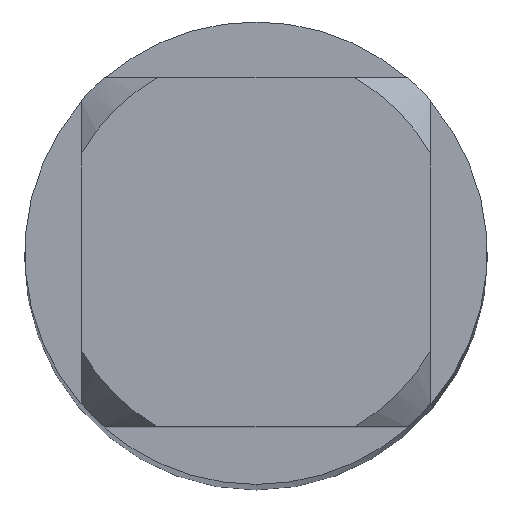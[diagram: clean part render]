
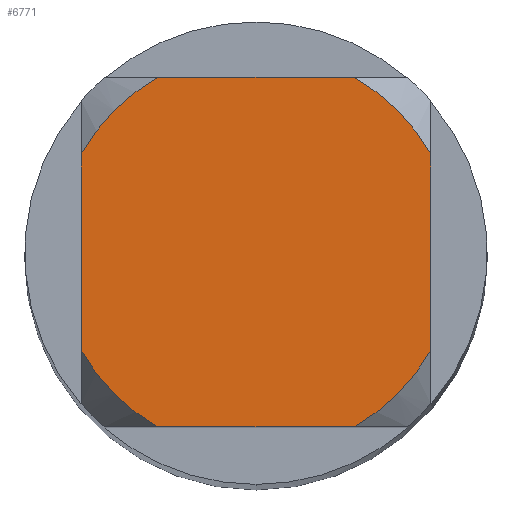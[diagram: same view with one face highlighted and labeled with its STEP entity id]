
A CAD part, top view. The second image highlights one B-rep face of the part: STEP entity #6771.
In plain terms, the highlighted planar face has unit normal (0, 0, 1).
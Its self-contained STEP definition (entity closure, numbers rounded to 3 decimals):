
#3851=EDGE_CURVE('',#8017,#7073,#11487,.T.);
#3859=EDGE_CURVE('',#4605,#6837,#11497,.T.);
#4287=VERTEX_POINT('',#11960);
#4605=VERTEX_POINT('',#12308);
#4641=EDGE_CURVE('',#4287,#7073,#12346,.T.);
#4981=EDGE_CURVE('',#4605,#11289,#12711,.T.);
#5071=EDGE_CURVE('',#4287,#10153,#12808,.T.);
#5515=EDGE_CURVE('',#10169,#6837,#13292,.T.);
#5693=EDGE_CURVE('',#8017,#11289,#13479,.T.);
#6771=ADVANCED_FACE('',(#14655),#14656,.T.);
#6837=VERTEX_POINT('',#14727);
#7073=VERTEX_POINT('',#14988);
#8017=VERTEX_POINT('',#15997);
#8159=EDGE_CURVE('',#10169,#10153,#16148,.T.);
#10153=VERTEX_POINT('',#18325);
#10169=VERTEX_POINT('',#18344);
#11289=VERTEX_POINT('',#19573);
#11487=CIRCLE('',#19783,1.95);
#11497=LINE('',#19796,#19797);
#11960=CARTESIAN_POINT('',(1.7,-0.955,0.0));
#12308=CARTESIAN_POINT('',(-1.7,0.955,0.0));
#12346=LINE('',#21198,#21199);
#12711=CIRCLE('',#21847,1.95);
#12808=CIRCLE('',#22009,1.95);
#13292=CIRCLE('',#22804,1.95);
#13479=LINE('',#23111,#23112);
#14655=FACE_OUTER_BOUND('',#25115,.T.);
#14656=PLANE('',#25116);
#14727=CARTESIAN_POINT('',(-1.7,-0.955,0.0));
#14988=CARTESIAN_POINT('',(1.7,0.955,0.0));
#15997=CARTESIAN_POINT('',(0.955,1.7,0.0));
#16148=LINE('',#27741,#27742);
#18325=CARTESIAN_POINT('',(0.955,-1.7,0.0));
#18344=CARTESIAN_POINT('',(-0.955,-1.7,0.0));
#19573=CARTESIAN_POINT('',(-0.955,1.7,0.0));
#19783=AXIS2_PLACEMENT_3D('',#34101,#34102,#34103);
#19796=CARTESIAN_POINT('',(-1.7,0.488,0.0));
#19797=VECTOR('',#34123,1.0);
#21198=CARTESIAN_POINT('',(1.7,0.488,0.0));
#21199=VECTOR('',#35025,1.0);
#21847=AXIS2_PLACEMENT_3D('',#35355,#35356,#35357);
#22009=AXIS2_PLACEMENT_3D('',#35452,#35453,#35454);
#22804=AXIS2_PLACEMENT_3D('',#35934,#35935,#35936);
#23111=CARTESIAN_POINT('',(0.0,1.7,0.0));
#23112=VECTOR('',#36087,1.0);
#25115=EDGE_LOOP('',(#37453,#37454,#37455,#37456,#37457,#37458,#37459,#37460));
#25116=AXIS2_PLACEMENT_3D('',#37461,#37462,#37463);
#27741=CARTESIAN_POINT('',(0.0,-1.7,0.0));
#27742=VECTOR('',#39012,1.0);
#34101=CARTESIAN_POINT('',(0.0,0.0,0.0));
#34102=DIRECTION('',(0.0,0.0,-1.0));
#34103=DIRECTION('',(0.0,1.0,0.0));
#34123=DIRECTION('',(-0.0,-1.0,0.0));
#35025=DIRECTION('',(-0.0,1.0,0.0));
#35355=CARTESIAN_POINT('',(0.0,0.0,0.0));
#35356=DIRECTION('',(0.0,0.0,-1.0));
#35357=DIRECTION('',(0.0,1.0,0.0));
#35452=CARTESIAN_POINT('',(0.0,0.0,0.0));
#35453=DIRECTION('',(0.0,0.0,-1.0));
#35454=DIRECTION('',(0.0,1.0,0.0));
#35934=CARTESIAN_POINT('',(0.0,0.0,0.0));
#35935=DIRECTION('',(0.0,0.0,-1.0));
#35936=DIRECTION('',(0.0,1.0,0.0));
#36087=DIRECTION('',(-1.0,0.0,0.0));
#37453=ORIENTED_EDGE('',*,*,#3859,.T.);
#37454=ORIENTED_EDGE('',*,*,#5515,.F.);
#37455=ORIENTED_EDGE('',*,*,#8159,.T.);
#37456=ORIENTED_EDGE('',*,*,#5071,.F.);
#37457=ORIENTED_EDGE('',*,*,#4641,.T.);
#37458=ORIENTED_EDGE('',*,*,#3851,.F.);
#37459=ORIENTED_EDGE('',*,*,#5693,.T.);
#37460=ORIENTED_EDGE('',*,*,#4981,.F.);
#37461=CARTESIAN_POINT('',(0.0,0.975,0.0));
#37462=DIRECTION('',(-0.0,0.0,1.0));
#37463=DIRECTION('',(0.0,-1.0,0.0));
#39012=DIRECTION('',(1.0,0.0,0.0));
